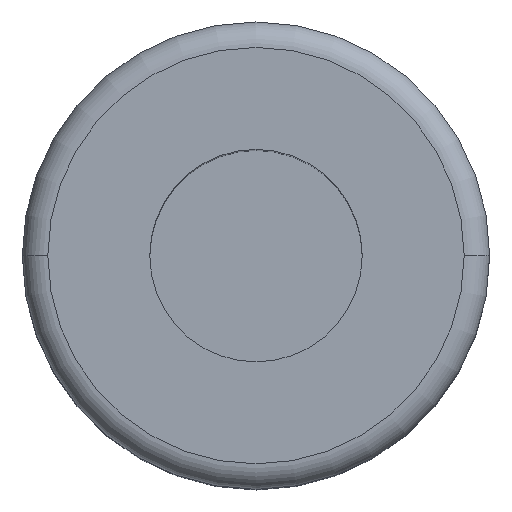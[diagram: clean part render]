
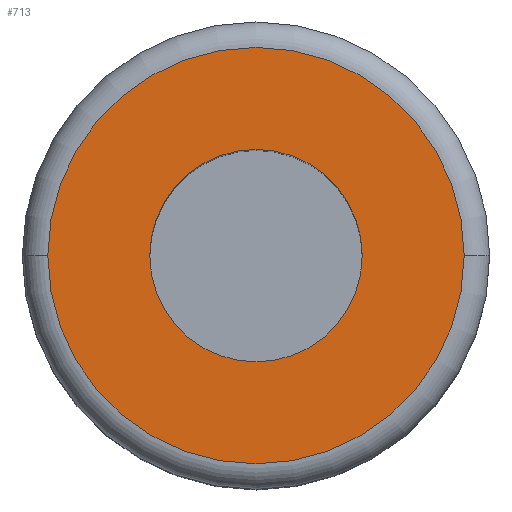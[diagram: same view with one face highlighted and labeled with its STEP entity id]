
A CAD part, top view. The second image highlights one B-rep face of the part: STEP entity #713.
In plain terms, the highlighted planar face has unit normal (0, 0, 1).
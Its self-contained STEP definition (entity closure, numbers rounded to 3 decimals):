
#14 = VERTEX_POINT ( 'NONE', #394 ) ;
#49 = DIRECTION ( 'NONE',  ( 1., 0., 0. ) ) ;
#51 = CIRCLE ( 'NONE', #274, 9.8 ) ;
#92 = EDGE_CURVE ( 'NONE', #176, #479, #737, .T. ) ;
#99 = CARTESIAN_POINT ( 'NONE',  ( -5., 0., 110.6 ) ) ;
#100 = DIRECTION ( 'NONE',  ( 1., 0., 0. ) ) ;
#101 = DIRECTION ( 'NONE',  ( -1., 0., 0. ) ) ;
#111 = EDGE_CURVE ( 'NONE', #479, #176, #51, .T. ) ;
#131 = CIRCLE ( 'NONE', #621, 5. ) ;
#138 = CARTESIAN_POINT ( 'NONE',  ( 0., 9.8, 110.6 ) ) ;
#161 = VERTEX_POINT ( 'NONE', #99 ) ;
#176 = VERTEX_POINT ( 'NONE', #271 ) ;
#271 = CARTESIAN_POINT ( 'NONE',  ( -9.8, 0., 110.6 ) ) ;
#274 = AXIS2_PLACEMENT_3D ( 'NONE', #464, #331, #652 ) ;
#296 = FACE_OUTER_BOUND ( 'NONE', #628, .T. ) ;
#310 = DIRECTION ( 'NONE',  ( 0., 0., 1. ) ) ;
#323 = FACE_BOUND ( 'NONE', #549, .T. ) ;
#331 = DIRECTION ( 'NONE',  ( 0., 0., -1. ) ) ;
#349 = AXIS2_PLACEMENT_3D ( 'NONE', #138, #573, #100 ) ;
#394 = CARTESIAN_POINT ( 'NONE',  ( 5., 0., 110.6 ) ) ;
#396 = ORIENTED_EDGE ( 'NONE', *, *, #111, .F. ) ;
#416 = DIRECTION ( 'NONE',  ( 0., 0., 1. ) ) ;
#451 = EDGE_CURVE ( 'NONE', #161, #14, #131, .T. ) ;
#464 = CARTESIAN_POINT ( 'NONE',  ( 0., 0., 110.6 ) ) ;
#479 = VERTEX_POINT ( 'NONE', #503 ) ;
#491 = ORIENTED_EDGE ( 'NONE', *, *, #748, .F. ) ;
#503 = CARTESIAN_POINT ( 'NONE',  ( 9.8, 0., 110.6 ) ) ;
#548 = ORIENTED_EDGE ( 'NONE', *, *, #451, .F. ) ;
#549 = EDGE_LOOP ( 'NONE', ( #491, #548 ) ) ;
#573 = DIRECTION ( 'NONE',  ( 0., 0., 1. ) ) ;
#576 = ORIENTED_EDGE ( 'NONE', *, *, #92, .F. ) ;
#582 = PLANE ( 'NONE',  #349 ) ;
#621 = AXIS2_PLACEMENT_3D ( 'NONE', #750, #310, #754 ) ;
#628 = EDGE_LOOP ( 'NONE', ( #576, #396 ) ) ;
#652 = DIRECTION ( 'NONE',  ( -1., 0., 0. ) ) ;
#656 = DIRECTION ( 'NONE',  ( 0., 0., -1. ) ) ;
#673 = AXIS2_PLACEMENT_3D ( 'NONE', #769, #656, #101 ) ;
#713 = ADVANCED_FACE ( 'NONE', ( #323, #296 ), #582, .T. ) ;
#726 = CARTESIAN_POINT ( 'NONE',  ( 0., 0., 110.6 ) ) ;
#737 = CIRCLE ( 'NONE', #673, 9.8 ) ;
#748 = EDGE_CURVE ( 'NONE', #14, #161, #793, .T. ) ;
#750 = CARTESIAN_POINT ( 'NONE',  ( 0., 0., 110.6 ) ) ;
#754 = DIRECTION ( 'NONE',  ( 1., 0., 0. ) ) ;
#762 = AXIS2_PLACEMENT_3D ( 'NONE', #726, #416, #49 ) ;
#769 = CARTESIAN_POINT ( 'NONE',  ( 0., 0., 110.6 ) ) ;
#793 = CIRCLE ( 'NONE', #762, 5. ) ;
